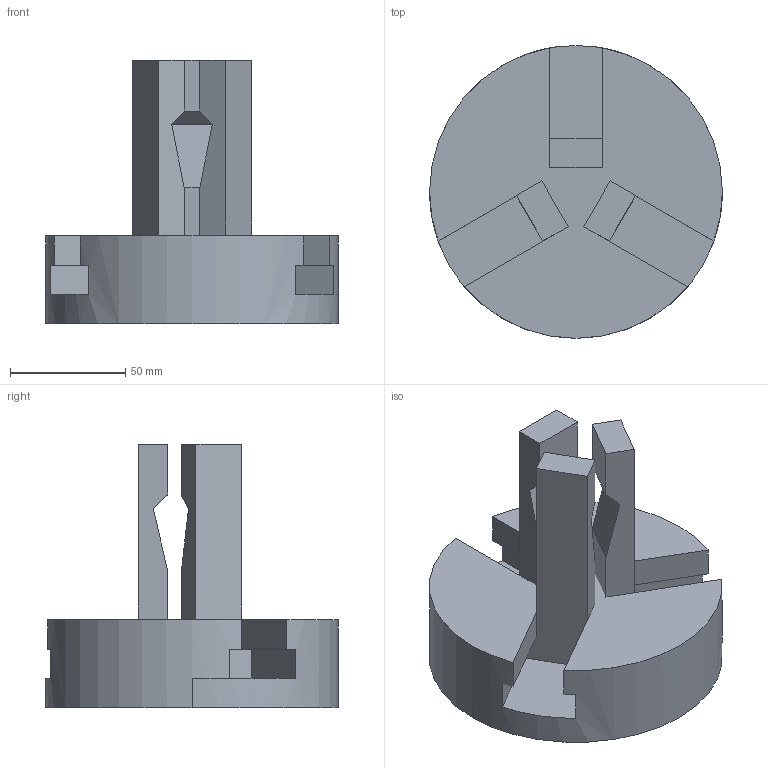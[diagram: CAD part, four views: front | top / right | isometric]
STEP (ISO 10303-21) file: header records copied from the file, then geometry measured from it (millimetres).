
FILE_DESCRIPTION((''),'2;1');
FILE_NAME('S4850111_3JAWGRIPPER_ASM','2020-02-16T16:27:16',('cheta'),(''),'CREO PARAMETRIC BY PTC INC, 2019224','CREO PARAMETRIC BY PTC INC, 2019224','');
FILE_SCHEMA(('CONFIG_CONTROL_DESIGN'));
Length unit declared in the file: inch
Products named in the file (3): S4850111_JAW; S4850111_GRIPPER; S4850111_3JAWGRIPPER_ASM
Assembly tree (4 placements, depth 2):
  S4850111_3JAWGRIPPER_ASM
    S4850111_JAW
    S4850111_GRIPPER  x3
Bounding box: 127 x 127 x 114.3 mm (x, y, z)
Volume: 458315 mm3; surface area: 76130.2 mm2
Topology: 4 solids, 4 shells, 67 faces, 177 edges, 118 vertices
Faces by surface type: plane 65, cylinder 2
Entity records: 1391 total; most frequent: CARTESIAN_POINT 233, DIRECTION 223, ORIENTED_EDGE 222, EDGE_CURVE 111, VECTOR 95, LINE 95, VERTEX_POINT 74, AXIS2_PLACEMENT_3D 64
